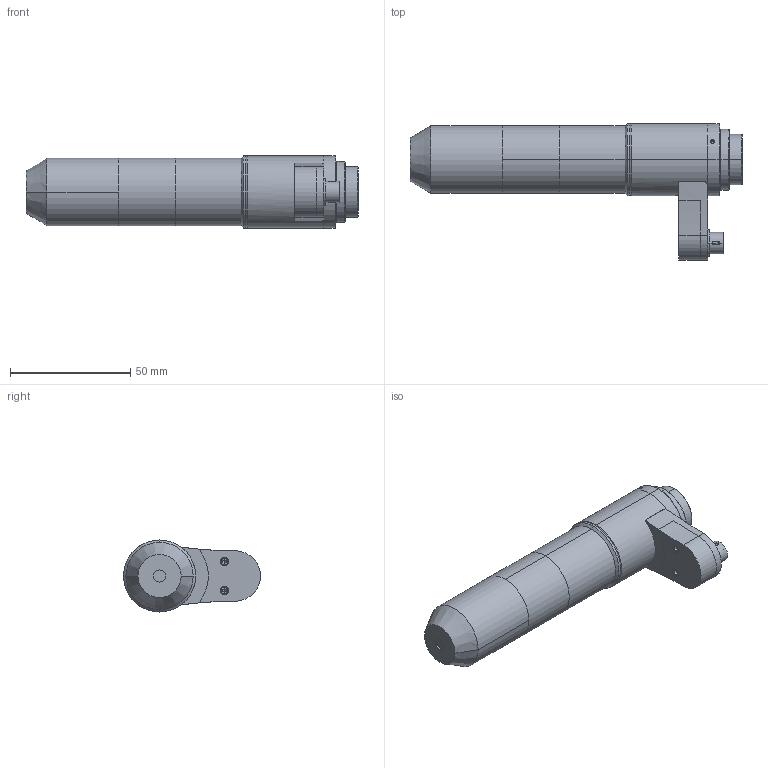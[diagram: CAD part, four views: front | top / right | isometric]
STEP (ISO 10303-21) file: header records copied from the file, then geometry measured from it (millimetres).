
FILE_DESCRIPTION (( 'STEP AP203' ), '1' );
FILE_NAME ('DP33300-A_PCHIL012-EL.step', '2023-12-06T14:37:08', ( '' ), ( '' ), 'SwSTEP 2.0', 'SolidWorks 2021', '' );
FILE_SCHEMA (( 'CONFIG_CONTROL_DESIGN' ));
Length unit declared in the file: millimetre
Products named in the file (1): DP33300-A_PCHIL012-EL
Bounding box: 138.23 x 57 x 30 mm (x, y, z)
Surface area: 17267 mm2 (no closed solid volume)
Topology: 0 solids, 18 shells, 188 faces, 638 edges, 438 vertices
Faces by surface type: cylinder 78, plane 73, cone 31, torus 6
Entity records: 7469 total; most frequent: CARTESIAN_POINT 1798, DIRECTION 1252, ORIENTED_EDGE 1010, EDGE_CURVE 634, AXIS2_PLACEMENT_3D 463, VERTEX_POINT 438, LINE 326, VECTOR 326
